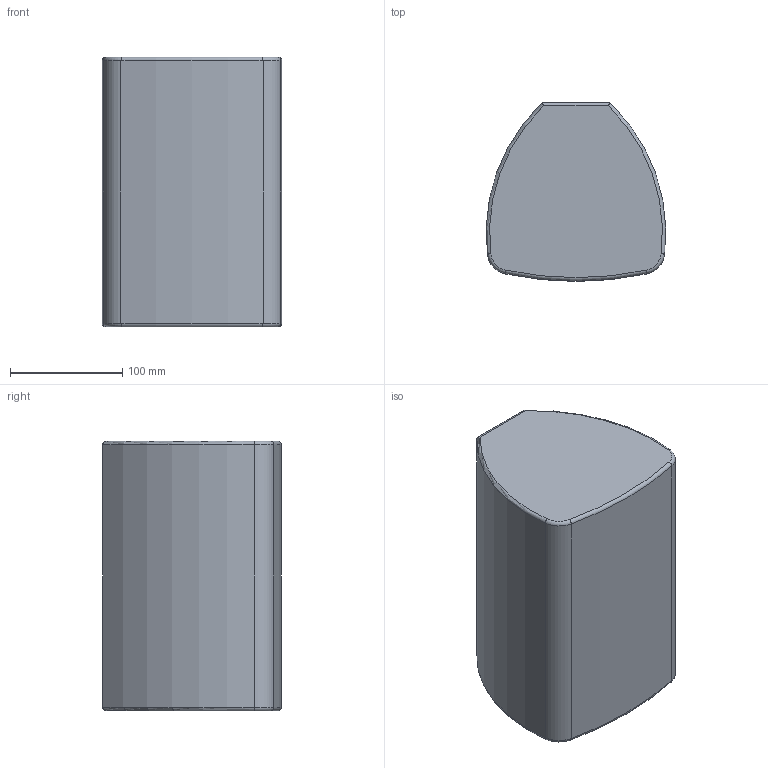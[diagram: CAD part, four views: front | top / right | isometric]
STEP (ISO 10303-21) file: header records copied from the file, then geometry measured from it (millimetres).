
FILE_DESCRIPTION(('FreeCAD Model'),'2;1');
FILE_NAME('Canton_Plus_XL.step','2020-07-31T00:56:50',('Author'),(''), 'Open CASCADE STEP processor 6.8','FreeCAD','Unknown');
FILE_SCHEMA(('AUTOMOTIVE_DESIGN_CC2 { 1 2 10303 214 -1 1 5 4 }'));
Length unit declared in the file: millimetre
Products named in the file (1): Canton_Plus_XL
Bounding box: 159.78 x 158.94 x 240 mm (x, y, z)
Volume: 5067996.8 mm3; surface area: 169231.2 mm2
Topology: 1 solids, 1 shells, 20 faces, 42 edges, 24 vertices
Faces by surface type: torus 10, cylinder 7, plane 3
Entity records: 2961 total; most frequent: CARTESIAN_POINT 2113, DIRECTION 158, ORIENTED_EDGE 84, PCURVE 84, DEFINITIONAL_REPRESENTATION 84, LINE 60, VECTOR 60, AXIS2_PLACEMENT_3D 49
